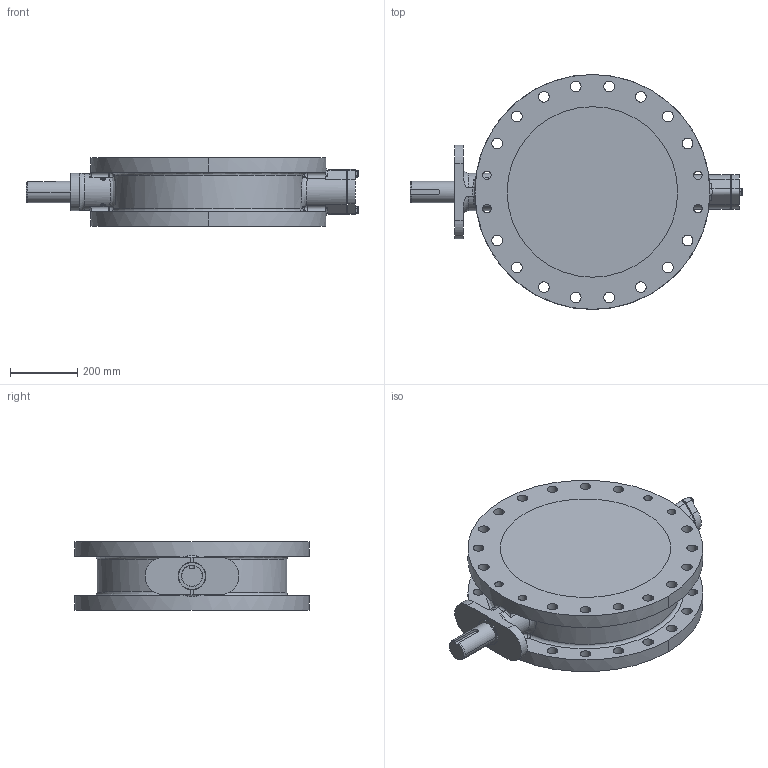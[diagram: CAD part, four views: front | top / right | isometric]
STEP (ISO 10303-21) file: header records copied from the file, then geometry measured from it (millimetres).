
FILE_DESCRIPTION((''),'2;1');
FILE_NAME('A2020_SW0001','2020-08-28T13:26:42',('tomb'),(''),'CREO PARAMETRIC BY PTC INC, 2020053','CREO PARAMETRIC BY PTC INC, 2020053','');
FILE_SCHEMA(('CONFIG_CONTROL_DESIGN'));
Length unit declared in the file: inch
Products named in the file (1): A2020_SW0001
Bounding box: 986.84 x 698.5 x 203.2 mm (x, y, z)
Volume: 25098309.6 mm3; surface area: 2685166.3 mm2
Topology: 1 solids, 1 shells, 335 faces, 866 edges, 554 vertices
Faces by surface type: cylinder 169, plane 73, bspline 43, cone 37, torus 13
Entity records: 16107 total; most frequent: CARTESIAN_POINT 7974, ORIENTED_EDGE 1732, DIRECTION 1614, EDGE_CURVE 866, AXIS2_PLACEMENT_3D 665, VERTEX_POINT 554, EDGE_LOOP 438, CIRCLE 373
